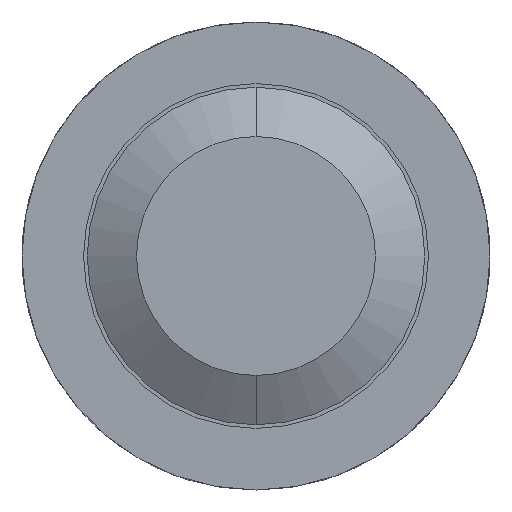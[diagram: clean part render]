
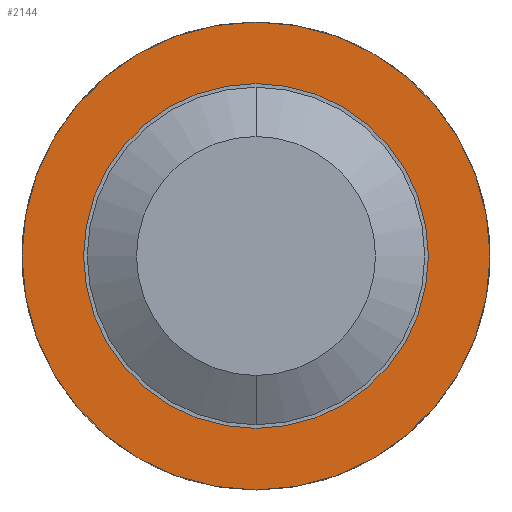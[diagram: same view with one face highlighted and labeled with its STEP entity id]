
A CAD part, front view. The second image highlights one B-rep face of the part: STEP entity #2144.
In plain terms, the highlighted planar face has unit normal (0, -1, 0).
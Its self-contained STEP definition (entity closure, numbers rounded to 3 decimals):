
#109 = CARTESIAN_POINT ( 'NONE',  ( 0., -2.5, -0.685 ) ) ;
#136 = AXIS2_PLACEMENT_3D ( 'NONE', #2956, #627, #1504 ) ;
#221 = ORIENTED_EDGE ( 'NONE', *, *, #3751, .F. ) ;
#263 = DIRECTION ( 'NONE',  ( 0., 1., 0. ) ) ;
#273 = EDGE_LOOP ( 'NONE', ( #221, #1492 ) ) ;
#274 = CARTESIAN_POINT ( 'NONE',  ( 0., -2.5, 0. ) ) ;
#288 = EDGE_LOOP ( 'NONE', ( #1107, #1976 ) ) ;
#291 = DIRECTION ( 'NONE',  ( 0., 1., 0. ) ) ;
#442 = DIRECTION ( 'NONE',  ( 0., 0., 1. ) ) ;
#627 = DIRECTION ( 'NONE',  ( 0., 1., 0. ) ) ;
#654 = CIRCLE ( 'NONE', #1076, 0.685 ) ;
#731 = FACE_BOUND ( 'NONE', #288, .T. ) ;
#778 = CARTESIAN_POINT ( 'NONE',  ( 0., -2.5, 0.685 ) ) ;
#934 = CARTESIAN_POINT ( 'NONE',  ( 0., -2.5, 0.95 ) ) ;
#1076 = AXIS2_PLACEMENT_3D ( 'NONE', #2022, #263, #1417 ) ;
#1107 = ORIENTED_EDGE ( 'NONE', *, *, #2856, .T. ) ;
#1160 = DIRECTION ( 'NONE',  ( 0., 0., 1. ) ) ;
#1298 = VERTEX_POINT ( 'NONE', #109 ) ;
#1377 = AXIS2_PLACEMENT_3D ( 'NONE', #3195, #291, #1160 ) ;
#1417 = DIRECTION ( 'NONE',  ( 0., 0., 1. ) ) ;
#1492 = ORIENTED_EDGE ( 'NONE', *, *, #1562, .F. ) ;
#1504 = DIRECTION ( 'NONE',  ( 0., 0., 1. ) ) ;
#1526 = VERTEX_POINT ( 'NONE', #1804 ) ;
#1535 = CIRCLE ( 'NONE', #136, 0.95 ) ;
#1562 = EDGE_CURVE ( 'Defeature ausgef�hrt2_16+Defeature ausgef�hrt2_17+Defeature ausgef�hrt2_17+Defeature ausgef�hrt2_17', #1526, #3685, #1980, .T. ) ;
#1804 = CARTESIAN_POINT ( 'NONE',  ( 0., -2.5, -0.95 ) ) ;
#1844 = VERTEX_POINT ( 'NONE', #778 ) ;
#1888 = PLANE ( 'NONE',  #3427 ) ;
#1976 = ORIENTED_EDGE ( 'NONE', *, *, #3561, .T. ) ;
#1980 = CIRCLE ( 'NONE', #1377, 0.95 ) ;
#2022 = CARTESIAN_POINT ( 'NONE',  ( 0., -2.5, 0. ) ) ;
#2144 = ADVANCED_FACE ( 'Defeature ausgef�hrt2_17', ( #3318, #731 ), #1888, .F. ) ;
#2745 = DIRECTION ( 'NONE',  ( 0., 1., 0. ) ) ;
#2856 = EDGE_CURVE ( 'Defeature ausgef�hrt2_17+Defeature ausgef�hrt2_11+Defeature ausgef�hrt2_11+Defeature ausgef�hrt2_11', #1844, #1298, #654, .T. ) ;
#2859 = DIRECTION ( 'NONE',  ( 0., 1., 0. ) ) ;
#2899 = DIRECTION ( 'NONE',  ( 0., 0., 1. ) ) ;
#2956 = CARTESIAN_POINT ( 'NONE',  ( 0., -2.5, 0. ) ) ;
#3033 = CARTESIAN_POINT ( 'NONE',  ( 0.95, -2.5, 0. ) ) ;
#3195 = CARTESIAN_POINT ( 'NONE',  ( 0., -2.5, 0. ) ) ;
#3318 = FACE_OUTER_BOUND ( 'NONE', #273, .T. ) ;
#3339 = CIRCLE ( 'NONE', #3708, 0.685 ) ;
#3427 = AXIS2_PLACEMENT_3D ( 'NONE', #3033, #2745, #442 ) ;
#3561 = EDGE_CURVE ( 'Defeature ausgef�hrt2_17+Defeature ausgef�hrt2_11+Defeature ausgef�hrt2_11+Defeature ausgef�hrt2_11', #1298, #1844, #3339, .T. ) ;
#3685 = VERTEX_POINT ( 'NONE', #934 ) ;
#3708 = AXIS2_PLACEMENT_3D ( 'NONE', #274, #2859, #2899 ) ;
#3751 = EDGE_CURVE ( 'Defeature ausgef�hrt2_16+Defeature ausgef�hrt2_17+Defeature ausgef�hrt2_17+Defeature ausgef�hrt2_17', #3685, #1526, #1535, .T. ) ;
